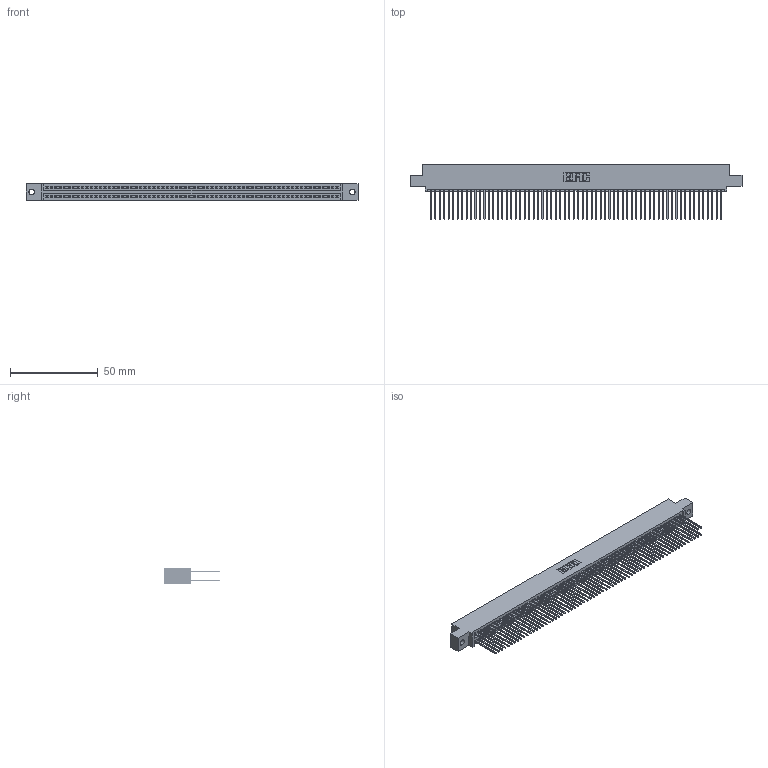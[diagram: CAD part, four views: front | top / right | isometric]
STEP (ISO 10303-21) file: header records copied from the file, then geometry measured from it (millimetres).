
FILE_DESCRIPTION (( 'STEP AP203' ), '1' );
FILE_NAME ('345-132-542-502.STEP', '2018-10-20T05:09:29', ( '' ), ( '' ), 'SwSTEP 2.0', 'SolidWorks 2016', '' );
FILE_SCHEMA (( 'CONFIG_CONTROL_DESIGN' ));
Length unit declared in the file: inch
Products named in the file (3): 345-132-542-502; 345-292-001_345-293-142; 345 Part_0.110 Offset - 0.128 Dia
Assembly tree (133 placements, depth 2):
  345-132-542-502
    345 Part_0.110 Offset - 0.128 Dia
    345-292-001_345-293-142  x132
Bounding box: 188.85 x 31.29 x 9.4 mm (x, y, z)
Volume: 19073 mm3; surface area: 31353.7 mm2
Topology: 133 solids, 133 shells, 6730 faces, 20021 edges, 13170 vertices
Faces by surface type: plane 4440, cylinder 2290
Entity records: 48707 total; most frequent: CARTESIAN_POINT 8144, ORIENTED_EDGE 8078, DIRECTION 7151, EDGE_CURVE 4039, LINE 3643, VECTOR 3643, VERTEX_POINT 2690, AXIS2_PLACEMENT_3D 1754
